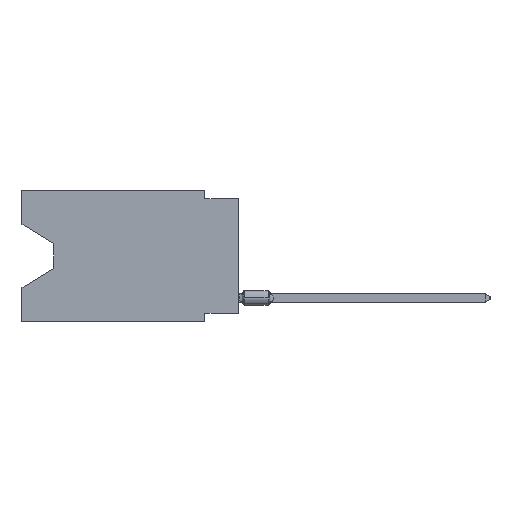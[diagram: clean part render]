
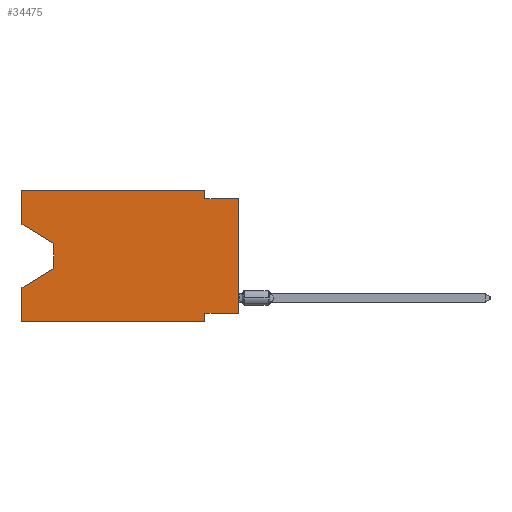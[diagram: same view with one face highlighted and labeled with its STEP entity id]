
A CAD part, left-side view. The second image highlights one B-rep face of the part: STEP entity #34475.
In plain terms, the highlighted planar face has unit normal (-1, 0, 0).
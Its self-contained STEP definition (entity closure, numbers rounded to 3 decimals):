
#123 = ORIENTED_EDGE ( 'NONE', *, *, #20583, .T. ) ;
#374 = EDGE_CURVE ( 'NONE', #15839, #29639, #32875, .T. ) ;
#646 = VECTOR ( 'NONE', #28662, 1000. ) ;
#705 = CARTESIAN_POINT ( 'NONE',  ( 0., 2.54, -9.906 ) ) ;
#815 = VERTEX_POINT ( 'NONE', #8497 ) ;
#961 = LINE ( 'NONE', #705, #30139 ) ;
#1484 = EDGE_CURVE ( 'NONE', #39446, #815, #961, .T. ) ;
#1588 = VECTOR ( 'NONE', #9592, 1000. ) ;
#3687 = CARTESIAN_POINT ( 'NONE',  ( 0., 13.97, -5.893 ) ) ;
#3811 = DIRECTION ( 'NONE',  ( 0., 0., -1. ) ) ;
#4978 = LINE ( 'NONE', #33212, #19644 ) ;
#5111 = VECTOR ( 'NONE', #25586, 1000. ) ;
#5575 = EDGE_CURVE ( 'NONE', #43765, #16174, #8733, .T. ) ;
#6031 = ORIENTED_EDGE ( 'NONE', *, *, #27690, .T. ) ;
#7576 = DIRECTION ( 'NONE',  ( 0., -1., 0. ) ) ;
#8497 = CARTESIAN_POINT ( 'NONE',  ( 0., 2.54, -9.906 ) ) ;
#8733 = LINE ( 'NONE', #29437, #646 ) ;
#9205 = LINE ( 'NONE', #9976, #33578 ) ;
#9592 = DIRECTION ( 'NONE',  ( 0., 0., 1. ) ) ;
#9769 = LINE ( 'NONE', #28938, #5111 ) ;
#9893 = EDGE_CURVE ( 'NONE', #44922, #46284, #13961, .T. ) ;
#9976 = CARTESIAN_POINT ( 'NONE',  ( 0., 16.383, -9.906 ) ) ;
#10131 = CARTESIAN_POINT ( 'NONE',  ( 0., 16.383, 0. ) ) ;
#11624 = ORIENTED_EDGE ( 'NONE', *, *, #9893, .T. ) ;
#11788 = ORIENTED_EDGE ( 'NONE', *, *, #25242, .T. ) ;
#12778 = CARTESIAN_POINT ( 'NONE',  ( 0., 2.54, 0. ) ) ;
#13042 = CARTESIAN_POINT ( 'NONE',  ( 0., 2.54, -0.635 ) ) ;
#13961 = LINE ( 'NONE', #49134, #22973 ) ;
#14882 = ORIENTED_EDGE ( 'NONE', *, *, #1484, .F. ) ;
#15479 = CARTESIAN_POINT ( 'NONE',  ( 0., 2.54, 0. ) ) ;
#15839 = VERTEX_POINT ( 'NONE', #13042 ) ;
#16174 = VERTEX_POINT ( 'NONE', #17385 ) ;
#16527 = LINE ( 'NONE', #27710, #50158 ) ;
#17385 = CARTESIAN_POINT ( 'NONE',  ( 0., 16.383, -7.36 ) ) ;
#18972 = ORIENTED_EDGE ( 'NONE', *, *, #46989, .T. ) ;
#19644 = VECTOR ( 'NONE', #48963, 1000. ) ;
#20583 = EDGE_CURVE ( 'NONE', #43337, #44922, #16527, .T. ) ;
#20997 = DIRECTION ( 'NONE',  ( 0., 0.855, -0.519 ) ) ;
#22182 = ORIENTED_EDGE ( 'NONE', *, *, #30473, .F. ) ;
#22501 = ORIENTED_EDGE ( 'NONE', *, *, #45912, .F. ) ;
#22549 = CARTESIAN_POINT ( 'NONE',  ( 0., 0., -0.635 ) ) ;
#22971 = ORIENTED_EDGE ( 'NONE', *, *, #34696, .F. ) ;
#22973 = VECTOR ( 'NONE', #33902, 1000. ) ;
#24360 = CARTESIAN_POINT ( 'NONE',  ( 0., 0., -0.635 ) ) ;
#24542 = DIRECTION ( 'NONE',  ( 0., 0., -1. ) ) ;
#25020 = DIRECTION ( 'NONE',  ( 0., -1., 0. ) ) ;
#25242 = EDGE_CURVE ( 'NONE', #43765, #815, #9205, .T. ) ;
#25586 = DIRECTION ( 'NONE',  ( 0., 0., 1. ) ) ;
#25604 = ORIENTED_EDGE ( 'NONE', *, *, #374, .F. ) ;
#27690 = EDGE_CURVE ( 'NONE', #44421, #29639, #41442, .T. ) ;
#27710 = CARTESIAN_POINT ( 'NONE',  ( 0., 16.383, -2.546 ) ) ;
#28379 = VECTOR ( 'NONE', #20997, 1000. ) ;
#28460 = DIRECTION ( 'NONE',  ( 0., -0.855, -0.519 ) ) ;
#28662 = DIRECTION ( 'NONE',  ( 0., 0., 1. ) ) ;
#28938 = CARTESIAN_POINT ( 'NONE',  ( 0., 16.383, 0. ) ) ;
#29437 = CARTESIAN_POINT ( 'NONE',  ( 0., 16.383, 0. ) ) ;
#29639 = VERTEX_POINT ( 'NONE', #22549 ) ;
#29905 = VECTOR ( 'NONE', #42654, 1000. ) ;
#30139 = VECTOR ( 'NONE', #24542, 1000. ) ;
#30473 = EDGE_CURVE ( 'NONE', #48331, #34338, #34769, .T. ) ;
#31108 = EDGE_LOOP ( 'NONE', ( #123, #11624, #18972, #32515, #11788, #14882, #22971, #6031, #25604, #22501, #22182, #41651 ) ) ;
#32106 = DIRECTION ( 'NONE',  ( 0., -1., 0. ) ) ;
#32347 = VECTOR ( 'NONE', #32106, 1000. ) ;
#32515 = ORIENTED_EDGE ( 'NONE', *, *, #5575, .F. ) ;
#32875 = LINE ( 'NONE', #24360, #32347 ) ;
#33212 = CARTESIAN_POINT ( 'NONE',  ( 0., 0., -9.271 ) ) ;
#33578 = VECTOR ( 'NONE', #25020, 1000. ) ;
#33902 = DIRECTION ( 'NONE',  ( 0., 0., -1. ) ) ;
#34338 = VERTEX_POINT ( 'NONE', #12778 ) ;
#34475 = ADVANCED_FACE ( 'NONE', ( #46764 ), #42398, .F. ) ;
#34547 = CARTESIAN_POINT ( 'NONE',  ( 0., 0., -9.271 ) ) ;
#34696 = EDGE_CURVE ( 'NONE', #44421, #39446, #4978, .T. ) ;
#34769 = LINE ( 'NONE', #43049, #35624 ) ;
#34885 = DIRECTION ( 'NONE',  ( 1., 0., 0. ) ) ;
#34984 = CARTESIAN_POINT ( 'NONE',  ( 0., 13.97, -4.013 ) ) ;
#35624 = VECTOR ( 'NONE', #7576, 1000. ) ;
#38756 = CARTESIAN_POINT ( 'NONE',  ( 0., 16.383, 0. ) ) ;
#39158 = LINE ( 'NONE', #3687, #28379 ) ;
#39430 = AXIS2_PLACEMENT_3D ( 'NONE', #38756, #34885, #3811 ) ;
#39446 = VERTEX_POINT ( 'NONE', #47798 ) ;
#39631 = EDGE_CURVE ( 'NONE', #43337, #48331, #9769, .T. ) ;
#41442 = LINE ( 'NONE', #49412, #1588 ) ;
#41651 = ORIENTED_EDGE ( 'NONE', *, *, #39631, .F. ) ;
#42398 = PLANE ( 'NONE',  #39430 ) ;
#42654 = DIRECTION ( 'NONE',  ( 0., 0., -1. ) ) ;
#43049 = CARTESIAN_POINT ( 'NONE',  ( 0., 16.383, 0. ) ) ;
#43337 = VERTEX_POINT ( 'NONE', #47748 ) ;
#43765 = VERTEX_POINT ( 'NONE', #49476 ) ;
#44421 = VERTEX_POINT ( 'NONE', #34547 ) ;
#44922 = VERTEX_POINT ( 'NONE', #34984 ) ;
#45912 = EDGE_CURVE ( 'NONE', #34338, #15839, #50886, .T. ) ;
#46284 = VERTEX_POINT ( 'NONE', #48769 ) ;
#46764 = FACE_OUTER_BOUND ( 'NONE', #31108, .T. ) ;
#46989 = EDGE_CURVE ( 'NONE', #46284, #16174, #39158, .T. ) ;
#47748 = CARTESIAN_POINT ( 'NONE',  ( 0., 16.383, -2.546 ) ) ;
#47798 = CARTESIAN_POINT ( 'NONE',  ( 0., 2.54, -9.271 ) ) ;
#48331 = VERTEX_POINT ( 'NONE', #10131 ) ;
#48769 = CARTESIAN_POINT ( 'NONE',  ( 0., 13.97, -5.893 ) ) ;
#48963 = DIRECTION ( 'NONE',  ( 0., 1., 0. ) ) ;
#49134 = CARTESIAN_POINT ( 'NONE',  ( 0., 13.97, -4.013 ) ) ;
#49412 = CARTESIAN_POINT ( 'NONE',  ( 0., 0., 0. ) ) ;
#49476 = CARTESIAN_POINT ( 'NONE',  ( 0., 16.383, -9.906 ) ) ;
#50158 = VECTOR ( 'NONE', #28460, 1000. ) ;
#50886 = LINE ( 'NONE', #15479, #29905 ) ;
